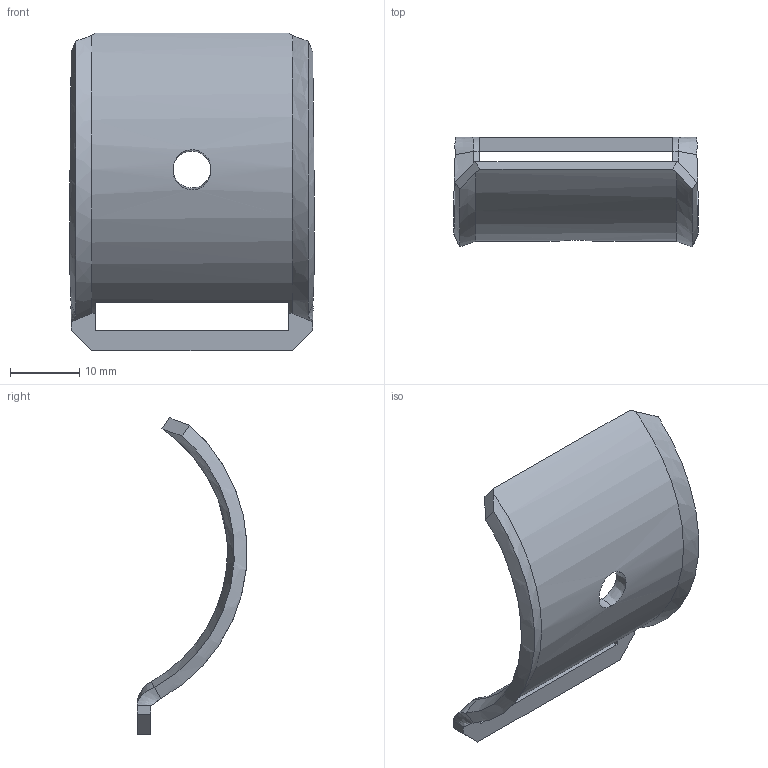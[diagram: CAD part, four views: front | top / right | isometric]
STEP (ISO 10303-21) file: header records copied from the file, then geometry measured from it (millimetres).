
FILE_DESCRIPTION((''),'2;1');
FILE_NAME('1199897','2015-07-28T',('AndreasKeweloh'),(''),'CREO PARAMETRIC BY PTC INC, 2015080','CREO PARAMETRIC BY PTC INC, 2015080','');
FILE_SCHEMA(('CONFIG_CONTROL_DESIGN'));
Length unit declared in the file: millimetre
Products named in the file (1): 1199897
Bounding box: 35.44 x 15.9 x 46 mm (x, y, z)
Volume: 3273.6 mm3; surface area: 3793.2 mm2
Topology: 1 solids, 1 shells, 30 faces, 86 edges, 56 vertices
Faces by surface type: bspline 14, plane 12, cylinder 4
Entity records: 2598 total; most frequent: CARTESIAN_POINT 1866, ORIENTED_EDGE 172, DIRECTION 92, EDGE_CURVE 86, VERTEX_POINT 56, VECTOR 48, LINE 48, EDGE_LOOP 32
